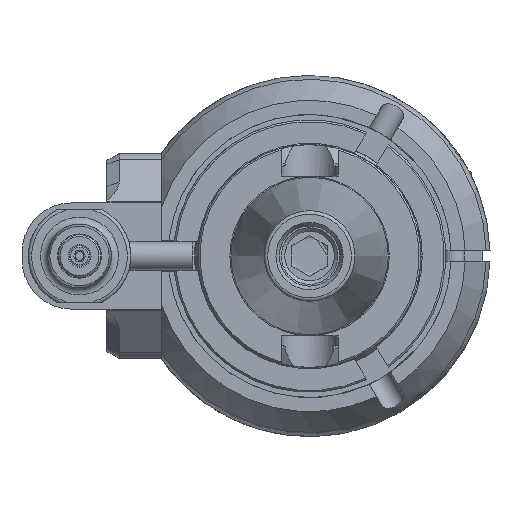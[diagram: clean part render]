
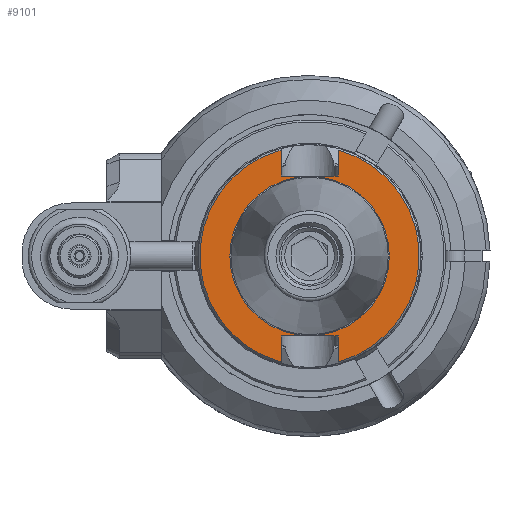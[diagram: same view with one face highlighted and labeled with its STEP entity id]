
A CAD part, left-side view. The second image highlights one B-rep face of the part: STEP entity #9101.
In plain terms, the highlighted planar face has unit normal (-1, 0, 0).
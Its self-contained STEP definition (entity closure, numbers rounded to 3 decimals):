
#112=FACE_BOUND('',#1463,.T.);
#393=PLANE('',#9869);
#875=FACE_OUTER_BOUND('',#1462,.T.);
#1462=EDGE_LOOP('',(#7090,#7091,#7092,#7093,#7094,#7095,#7096,#7097));
#1463=EDGE_LOOP('',(#7098));
#2016=CIRCLE('',#9867,22.525);
#2018=CIRCLE('',#9870,31.);
#2019=CIRCLE('',#9871,31.);
#2710=LINE('',#44529,#3354);
#2711=LINE('',#44531,#3355);
#2712=LINE('',#44533,#3356);
#2713=LINE('',#44537,#3357);
#2714=LINE('',#44539,#3358);
#2715=LINE('',#44540,#3359);
#3354=VECTOR('',#11522,7.337);
#3355=VECTOR('',#11523,16.1);
#3356=VECTOR('',#11524,7.337);
#3357=VECTOR('',#11527,7.337);
#3358=VECTOR('',#11528,16.1);
#3359=VECTOR('',#11529,7.337);
#4092=VERTEX_POINT('',#44521);
#4093=VERTEX_POINT('',#44525);
#4094=VERTEX_POINT('',#44526);
#4095=VERTEX_POINT('',#44528);
#4096=VERTEX_POINT('',#44530);
#4097=VERTEX_POINT('',#44532);
#4098=VERTEX_POINT('',#44534);
#4099=VERTEX_POINT('',#44536);
#4100=VERTEX_POINT('',#44538);
#5185=EDGE_CURVE('',#4092,#4092,#2016,.T.);
#5187=EDGE_CURVE('',#4093,#4094,#2018,.T.);
#5188=EDGE_CURVE('',#4095,#4094,#2710,.T.);
#5189=EDGE_CURVE('',#4095,#4096,#2711,.T.);
#5190=EDGE_CURVE('',#4097,#4096,#2712,.T.);
#5191=EDGE_CURVE('',#4097,#4098,#2019,.T.);
#5192=EDGE_CURVE('',#4099,#4098,#2713,.T.);
#5193=EDGE_CURVE('',#4100,#4099,#2714,.T.);
#5194=EDGE_CURVE('',#4093,#4100,#2715,.T.);
#7090=ORIENTED_EDGE('',*,*,#5187,.T.);
#7091=ORIENTED_EDGE('',*,*,#5188,.F.);
#7092=ORIENTED_EDGE('',*,*,#5189,.T.);
#7093=ORIENTED_EDGE('',*,*,#5190,.F.);
#7094=ORIENTED_EDGE('',*,*,#5191,.T.);
#7095=ORIENTED_EDGE('',*,*,#5192,.F.);
#7096=ORIENTED_EDGE('',*,*,#5193,.F.);
#7097=ORIENTED_EDGE('',*,*,#5194,.F.);
#7098=ORIENTED_EDGE('',*,*,#5185,.T.);
#9101=ADVANCED_FACE('',(#875,#112),#393,.F.);
#9867=AXIS2_PLACEMENT_3D('',#44522,#11514,#11515);
#9869=AXIS2_PLACEMENT_3D('',#44524,#11518,#11519);
#9870=AXIS2_PLACEMENT_3D('',#44527,#11520,#11521);
#9871=AXIS2_PLACEMENT_3D('',#44535,#11525,#11526);
#11514=DIRECTION('center_axis',(1.,0.,0.));
#11515=DIRECTION('ref_axis',(0.,1.,0.));
#11518=DIRECTION('center_axis',(1.,0.,0.));
#11519=DIRECTION('ref_axis',(0.,-1.,0.));
#11520=DIRECTION('center_axis',(-1.,0.,0.));
#11521=DIRECTION('ref_axis',(0.,-0.26,-0.966));
#11522=DIRECTION('',(0.,0.,1.));
#11523=DIRECTION('',(0.,1.,0.));
#11524=DIRECTION('',(0.,0.,-1.));
#11525=DIRECTION('center_axis',(-1.,0.,0.));
#11526=DIRECTION('ref_axis',(0.,0.26,0.966));
#11527=DIRECTION('',(0.,0.,-1.));
#11528=DIRECTION('',(0.,1.,0.));
#11529=DIRECTION('',(0.,0.,1.));
#44521=CARTESIAN_POINT('',(-84.,22.525,0.));
#44522=CARTESIAN_POINT('Origin',(-84.,0.,0.));
#44524=CARTESIAN_POINT('Origin',(-84.,-22.675,0.));
#44525=CARTESIAN_POINT('',(-84.,-8.05,-29.937));
#44526=CARTESIAN_POINT('',(-84.,-8.05,29.937));
#44527=CARTESIAN_POINT('Origin',(-84.,0.,0.));
#44528=CARTESIAN_POINT('',(-84.,-8.05,22.6));
#44529=CARTESIAN_POINT('',(-84.,-8.05,22.6));
#44530=CARTESIAN_POINT('',(-84.,8.05,22.6));
#44531=CARTESIAN_POINT('',(-84.,-8.05,22.6));
#44532=CARTESIAN_POINT('',(-84.,8.05,29.937));
#44533=CARTESIAN_POINT('',(-84.,8.05,29.937));
#44534=CARTESIAN_POINT('',(-84.,8.05,-29.937));
#44535=CARTESIAN_POINT('Origin',(-84.,0.,0.));
#44536=CARTESIAN_POINT('',(-84.,8.05,-22.6));
#44537=CARTESIAN_POINT('',(-84.,8.05,-22.6));
#44538=CARTESIAN_POINT('',(-84.,-8.05,-22.6));
#44539=CARTESIAN_POINT('',(-84.,-8.05,-22.6));
#44540=CARTESIAN_POINT('',(-84.,-8.05,-29.937));
